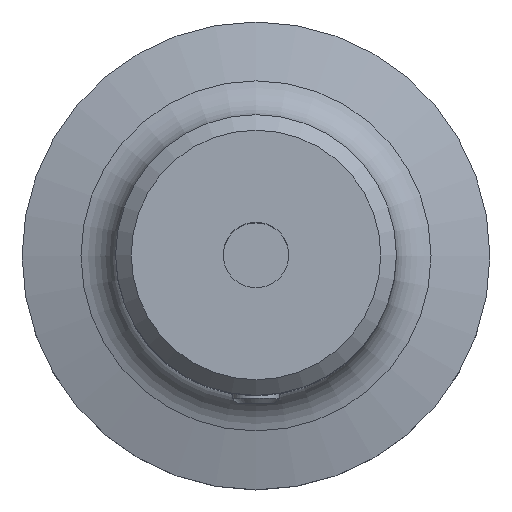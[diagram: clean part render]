
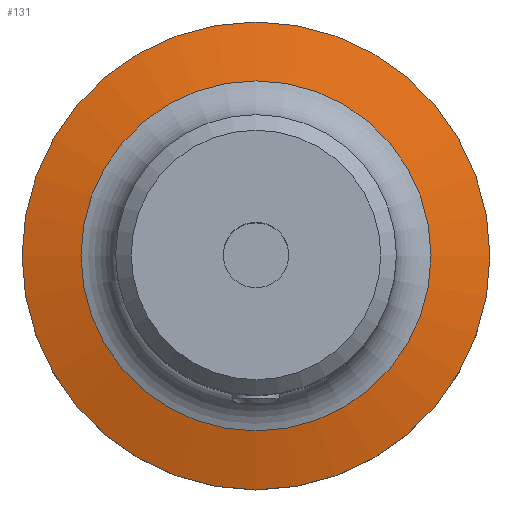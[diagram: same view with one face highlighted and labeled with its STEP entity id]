
A CAD part, top view. The second image highlights one B-rep face of the part: STEP entity #131.
In plain terms, the highlighted conical face has half-angle 75 degrees and reference radius 11.223 mm.
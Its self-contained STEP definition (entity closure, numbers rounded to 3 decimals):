
#59=CONICAL_SURFACE('',#682,11.224,75.);
#90=FACE_BOUND('',#212,.T.);
#91=FACE_BOUND('',#213,.T.);
#131=ADVANCED_FACE('',(#90,#91),#59,.T.);
#212=EDGE_LOOP('',(#310));
#213=EDGE_LOOP('',(#311));
#276=CIRCLE('',#680,15.);
#277=CIRCLE('',#681,11.224);
#310=ORIENTED_EDGE('',*,*,#530,.F.);
#311=ORIENTED_EDGE('',*,*,#531,.T.);
#470=VERTEX_POINT('',#985);
#471=VERTEX_POINT('',#987);
#530=EDGE_CURVE('',#470,#470,#276,.T.);
#531=EDGE_CURVE('',#471,#471,#277,.T.);
#680=AXIS2_PLACEMENT_3D('',#984,#774,#775);
#681=AXIS2_PLACEMENT_3D('',#986,#776,#777);
#682=AXIS2_PLACEMENT_3D('',#988,#778,#779);
#774=DIRECTION('',(0.,0.,-1.));
#775=DIRECTION('',(0.,1.,0.));
#776=DIRECTION('',(0.,0.,-1.));
#777=DIRECTION('',(0.,1.,0.));
#778=DIRECTION('',(0.,0.,-1.));
#779=DIRECTION('',(0.,1.,0.));
#984=CARTESIAN_POINT('',(0.,0.,5.));
#985=CARTESIAN_POINT('',(0.,15.,5.));
#986=CARTESIAN_POINT('',(0.,0.,6.012));
#987=CARTESIAN_POINT('',(0.,11.224,6.012));
#988=CARTESIAN_POINT('',(0.,0.,6.012));
